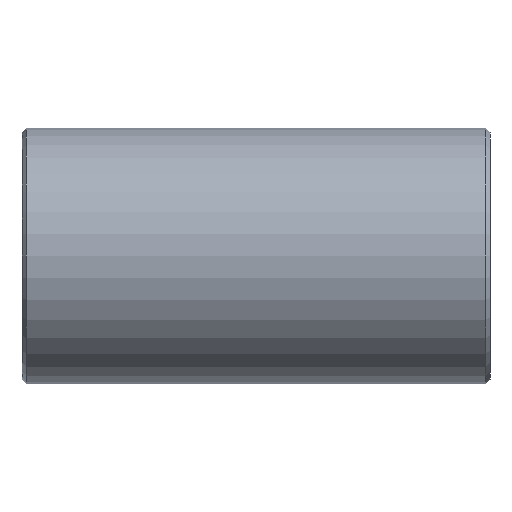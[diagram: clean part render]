
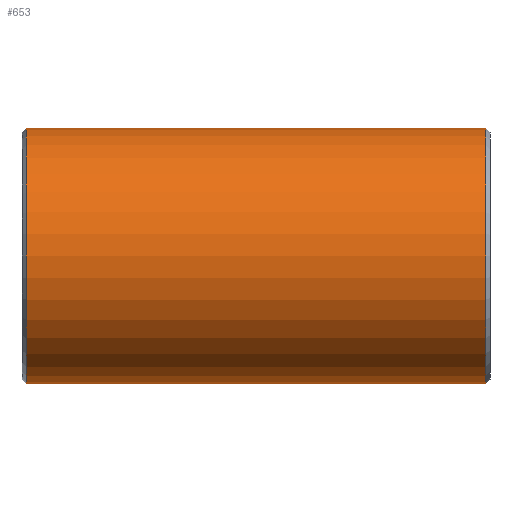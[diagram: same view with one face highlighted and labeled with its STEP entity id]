
A CAD part, front view. The second image highlights one B-rep face of the part: STEP entity #653.
In plain terms, the highlighted cylindrical face has radius 57.15 mm (diameter 114.3 mm), a partial arc.
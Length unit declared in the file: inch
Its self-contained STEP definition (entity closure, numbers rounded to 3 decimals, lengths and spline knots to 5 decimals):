
#81 = CARTESIAN_POINT ( 'NONE',  ( 4.12, 0., -2.25 ) ) ;
#90 = CARTESIAN_POINT ( 'NONE',  ( 4.12, 0., 2.25 ) ) ;
#94 = VECTOR ( 'NONE', #378, 39.37008 ) ;
#106 = DIRECTION ( 'NONE',  ( 0., 0., 1. ) ) ;
#145 = CIRCLE ( 'NONE', #194, 2.25 ) ;
#185 = CARTESIAN_POINT ( 'NONE',  ( 4.041, 0., 0. ) ) ;
#194 = AXIS2_PLACEMENT_3D ( 'NONE', #464, #211, #106 ) ;
#211 = DIRECTION ( 'NONE',  ( 1., 0., 0. ) ) ;
#221 = CARTESIAN_POINT ( 'NONE',  ( 4.12, 0., 0. ) ) ;
#238 = EDGE_CURVE ( 'NONE', #255, #690, #686, .T. ) ;
#255 = VERTEX_POINT ( 'NONE', #561 ) ;
#266 = LINE ( 'NONE', #90, #94 ) ;
#268 = VERTEX_POINT ( 'NONE', #424 ) ;
#279 = CYLINDRICAL_SURFACE ( 'NONE', #712, 2.25 ) ;
#287 = ORIENTED_EDGE ( 'NONE', *, *, #380, .T. ) ;
#331 = EDGE_CURVE ( 'NONE', #255, #268, #395, .T. ) ;
#339 = CARTESIAN_POINT ( 'NONE',  ( -4.041, 0., 2.25 ) ) ;
#378 = DIRECTION ( 'NONE',  ( -1., 0., 0. ) ) ;
#380 = EDGE_CURVE ( 'NONE', #690, #621, #266, .T. ) ;
#395 = LINE ( 'NONE', #81, #405 ) ;
#405 = VECTOR ( 'NONE', #523, 39.37008 ) ;
#406 = DIRECTION ( 'NONE',  ( -1., 0., 0. ) ) ;
#424 = CARTESIAN_POINT ( 'NONE',  ( -4.041, 0., -2.25 ) ) ;
#464 = CARTESIAN_POINT ( 'NONE',  ( -4.041, 0., 0. ) ) ;
#483 = AXIS2_PLACEMENT_3D ( 'NONE', #185, #807, #488 ) ;
#488 = DIRECTION ( 'NONE',  ( 0., 0., -1. ) ) ;
#493 = ORIENTED_EDGE ( 'NONE', *, *, #238, .T. ) ;
#506 = EDGE_LOOP ( 'NONE', ( #625, #493, #287, #741 ) ) ;
#523 = DIRECTION ( 'NONE',  ( -1., 0., 0. ) ) ;
#531 = EDGE_CURVE ( 'NONE', #621, #268, #145, .T. ) ;
#561 = CARTESIAN_POINT ( 'NONE',  ( 4.041, 0., -2.25 ) ) ;
#621 = VERTEX_POINT ( 'NONE', #339 ) ;
#625 = ORIENTED_EDGE ( 'NONE', *, *, #331, .F. ) ;
#646 = FACE_OUTER_BOUND ( 'NONE', #506, .T. ) ;
#653 = ADVANCED_FACE ( 'NONE', ( #646 ), #279, .T. ) ;
#686 = CIRCLE ( 'NONE', #483, 2.25 ) ;
#690 = VERTEX_POINT ( 'NONE', #721 ) ;
#712 = AXIS2_PLACEMENT_3D ( 'NONE', #221, #406, #776 ) ;
#721 = CARTESIAN_POINT ( 'NONE',  ( 4.041, 0., 2.25 ) ) ;
#741 = ORIENTED_EDGE ( 'NONE', *, *, #531, .T. ) ;
#776 = DIRECTION ( 'NONE',  ( 0., 0., 1. ) ) ;
#807 = DIRECTION ( 'NONE',  ( -1., 0., 0. ) ) ;
